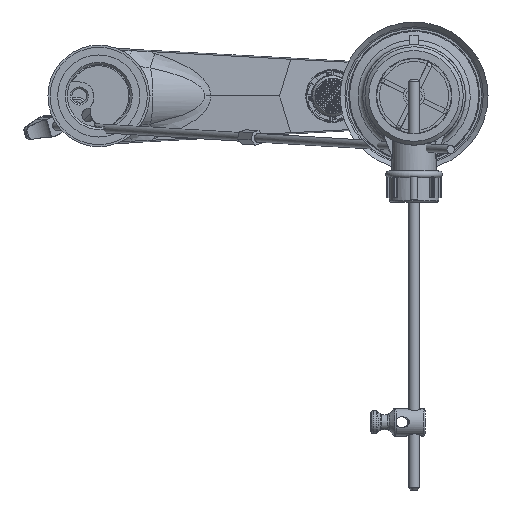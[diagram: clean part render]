
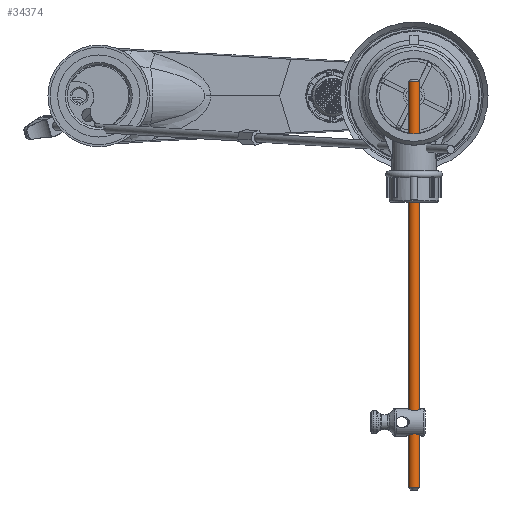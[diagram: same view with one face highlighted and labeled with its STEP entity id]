
A CAD part, front view. The second image highlights one B-rep face of the part: STEP entity #34374.
In plain terms, the highlighted cylindrical face has radius 2.5 mm (diameter 5 mm), a full revolution.
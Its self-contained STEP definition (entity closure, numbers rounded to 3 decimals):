
#6338 = VERTEX_POINT ( 'NONE', #69616 ) ;
#7797 = DIRECTION ( 'NONE',  ( 0.997, -0.073, 0. ) ) ;
#8382 = EDGE_CURVE ( 'NONE', #52179, #52179, #26014, .T. ) ;
#12130 = AXIS2_PLACEMENT_3D ( 'NONE', #47154, #60503, #59961 ) ;
#12704 = EDGE_LOOP ( 'NONE', ( #20640 ) ) ;
#14855 = FACE_OUTER_BOUND ( 'NONE', #24051, .T. ) ;
#20640 = ORIENTED_EDGE ( 'NONE', *, *, #38657, .T. ) ;
#23062 = AXIS2_PLACEMENT_3D ( 'NONE', #64734, #46020, #7797 ) ;
#24051 = EDGE_LOOP ( 'NONE', ( #71594 ) ) ;
#26014 = CIRCLE ( 'NONE', #23062, 2.5 ) ;
#29327 = DIRECTION ( 'NONE',  ( 0.997, -0.073, 0. ) ) ;
#34374 = ADVANCED_FACE ( 'NONE', ( #14855, #53741 ), #34764, .T. ) ;
#34764 = CYLINDRICAL_SURFACE ( 'NONE', #12130, 2.5 ) ;
#38234 = AXIS2_PLACEMENT_3D ( 'NONE', #54151, #67603, #29327 ) ;
#38657 = EDGE_CURVE ( 'NONE', #6338, #6338, #68313, .T. ) ;
#46020 = DIRECTION ( 'NONE',  ( 0., 0., 1. ) ) ;
#47154 = CARTESIAN_POINT ( 'NONE',  ( 145.954, -239.578, 7.642 ) ) ;
#52179 = VERTEX_POINT ( 'NONE', #69077 ) ;
#53741 = FACE_OUTER_BOUND ( 'NONE', #12704, .T. ) ;
#54151 = CARTESIAN_POINT ( 'NONE',  ( 145.954, -239.578, 6.642 ) ) ;
#59961 = DIRECTION ( 'NONE',  ( -0.997, 0.073, 0. ) ) ;
#60503 = DIRECTION ( 'NONE',  ( 0., 0., -1. ) ) ;
#64734 = CARTESIAN_POINT ( 'NONE',  ( 145.954, -239.578, -181.358 ) ) ;
#67603 = DIRECTION ( 'NONE',  ( 0., 0., -1. ) ) ;
#68313 = CIRCLE ( 'NONE', #38234, 2.5 ) ;
#69077 = CARTESIAN_POINT ( 'NONE',  ( 148.447, -239.761, -181.358 ) ) ;
#69616 = CARTESIAN_POINT ( 'NONE',  ( 148.447, -239.761, 6.642 ) ) ;
#71594 = ORIENTED_EDGE ( 'NONE', *, *, #8382, .T. ) ;
